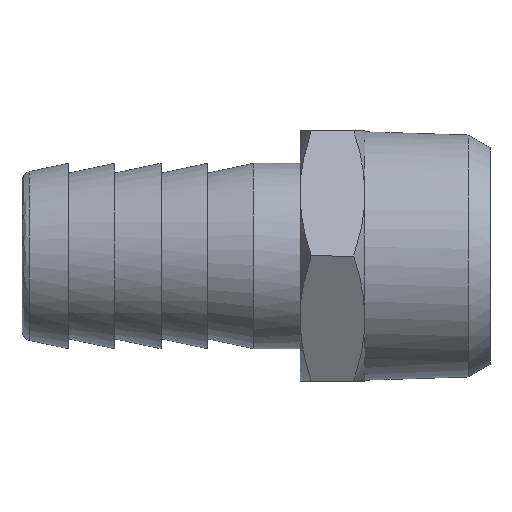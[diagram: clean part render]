
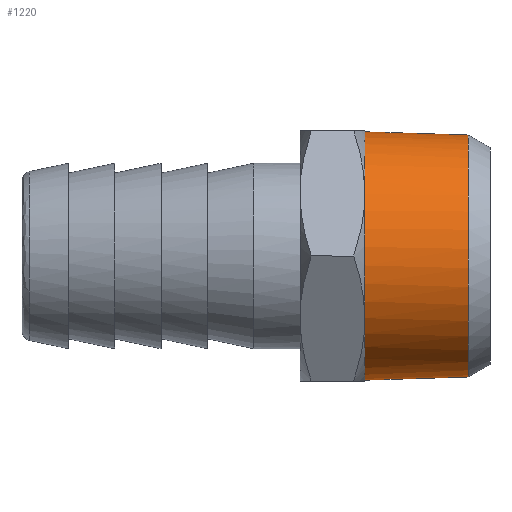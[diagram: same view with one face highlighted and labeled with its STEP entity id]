
A CAD part, left-side view. The second image highlights one B-rep face of the part: STEP entity #1220.
In plain terms, the highlighted free-form (B-spline) face has degree [1, 3] with [2, 4] control points.
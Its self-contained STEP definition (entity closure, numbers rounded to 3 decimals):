
#1 = ORIENTED_EDGE ( 'NONE', *, *, #669, .T. ) ;
#80 = CARTESIAN_POINT ( 'NONE',  ( -26.798, 13.5, 13.399 ) ) ;
#104 = CARTESIAN_POINT ( 'NONE',  ( 0., 2.338, -13.05 ) ) ;
#122 = CARTESIAN_POINT ( 'NONE',  ( 0., 2.338, 13.05 ) ) ;
#158 = CARTESIAN_POINT ( 'NONE',  ( -4.315, 13.5, 12.716 ) ) ;
#178 = CARTESIAN_POINT ( 'NONE',  ( -6.712, 13.5, 11.629 ) ) ;
#187 = CARTESIAN_POINT ( 'NONE',  ( -8.852, 13.5, -10.096 ) ) ;
#195 = CARTESIAN_POINT ( 'NONE',  ( -12.97, 13.5, -3.477 ) ) ;
#256 = B_SPLINE_CURVE_WITH_KNOTS ( 'NONE', 3,
 ( #2259, #2762, #405, #2728, #2270, #1574, #865, #2026, #187, #1598, #2751, #1125, #2982, #895, #195, #642, #2297, #633, #1817, #905, #2542, #2063, #2534, #425, #1810, #1792, #2511, #178, #2501, #158, #2769, #875, #1357, #1107 ),
 .UNSPECIFIED., .F., .F.,
 ( 4, 2, 2, 2, 2, 2, 2, 2, 2, 2, 2, 2, 2, 2, 2, 2, 4 ),
 ( 0., 0.196, 0.393, 0.589, 0.785, 0.982, 1.178, 1.374, 1.571, 1.767, 1.963, 2.16, 2.356, 2.553, 2.749, 2.945, 3.142 ),
 .UNSPECIFIED. ) ;
#405 = CARTESIAN_POINT ( 'NONE',  ( -1.751, 13.5, -13.313 ) ) ;
#425 = CARTESIAN_POINT ( 'NONE',  ( -10.652, 13.5, 8.175 ) ) ;
#446 = CARTESIAN_POINT ( 'NONE',  ( 0., 13.5, 13.399 ) ) ;
#562 = CARTESIAN_POINT ( 'NONE',  ( 0., 13.5, -13.399 ) ) ;
#569 =( BOUNDED_SURFACE ( )  B_SPLINE_SURFACE ( 1, 3, ( 
 ( #2874, #1948, #1961, #577 ),
 ( #562, #1481, #80, #1708 ) ),
 .UNSPECIFIED., .F., .F., .F. ) 
 B_SPLINE_SURFACE_WITH_KNOTS ( ( 2, 2 ),
 ( 4, 4 ),
 ( 0., 1. ),
 ( 0., 1. ),
 .UNSPECIFIED. ) 
 GEOMETRIC_REPRESENTATION_ITEM ( )  RATIONAL_B_SPLINE_SURFACE ( (
 ( 1., 0.333, 0.333, 1.),
 ( 1., 0.333, 0.333, 1.) ) ) 
 REPRESENTATION_ITEM ( '' )  SURFACE ( )  );
#577 = CARTESIAN_POINT ( 'NONE',  ( 0., 2.338, 13.05 ) ) ;
#602 =( BOUNDED_CURVE ( )  B_SPLINE_CURVE ( 3, ( #2984, #2957, #1566, #1337 ),
 .UNSPECIFIED., .F., .F. ) 
 B_SPLINE_CURVE_WITH_KNOTS ( ( 4, 4 ),
 ( -3.142, 0. ),
 .UNSPECIFIED. ) 
 CURVE ( )  GEOMETRIC_REPRESENTATION_ITEM ( )  RATIONAL_B_SPLINE_CURVE ( ( 1., 0.333, 0.333, 1. ) ) 
 REPRESENTATION_ITEM ( '' )  );
#613 = EDGE_CURVE ( 'NONE', #2339, #1060, #256, .T. ) ;
#614 = CARTESIAN_POINT ( 'NONE',  ( 0., 13.5, -13.399 ) ) ;
#633 = CARTESIAN_POINT ( 'NONE',  ( -13.399, 13.5, 0.88 ) ) ;
#642 = CARTESIAN_POINT ( 'NONE',  ( -13.313, 13.5, -1.751 ) ) ;
#669 = EDGE_CURVE ( 'NONE', #2382, #1060, #1642, .T. ) ;
#865 = CARTESIAN_POINT ( 'NONE',  ( -6.712, 13.5, -11.629 ) ) ;
#875 = CARTESIAN_POINT ( 'NONE',  ( -1.751, 13.5, 13.313 ) ) ;
#877 = ORIENTED_EDGE ( 'NONE', *, *, #2795, .T. ) ;
#895 = CARTESIAN_POINT ( 'NONE',  ( -12.716, 13.5, -4.315 ) ) ;
#905 = CARTESIAN_POINT ( 'NONE',  ( -12.97, 13.5, 3.477 ) ) ;
#929 = CARTESIAN_POINT ( 'NONE',  ( 0., 2.338, 13.05 ) ) ;
#1060 = VERTEX_POINT ( 'NONE', #1844 ) ;
#1107 = CARTESIAN_POINT ( 'NONE',  ( 0., 13.5, 13.399 ) ) ;
#1125 = CARTESIAN_POINT ( 'NONE',  ( -11.629, 13.5, -6.712 ) ) ;
#1220 = ADVANCED_FACE ( 'NONE', ( #2967 ), #569, .F. ) ;
#1229 = EDGE_CURVE ( 'NONE', #2339, #1654, #1359, .T. ) ;
#1337 = CARTESIAN_POINT ( 'NONE',  ( 0., 2.338, 13.05 ) ) ;
#1338 = ORIENTED_EDGE ( 'NONE', *, *, #613, .F. ) ;
#1357 = CARTESIAN_POINT ( 'NONE',  ( -0.88, 13.5, 13.399 ) ) ;
#1359 = B_SPLINE_CURVE_WITH_KNOTS ( 'NONE', 1,
 ( #2895, #104 ),
 .UNSPECIFIED., .F., .F.,
 ( 2, 2 ),
 ( -1., 0. ),
 .UNSPECIFIED. ) ;
#1430 = EDGE_LOOP ( 'NONE', ( #877, #1, #1338, #2949 ) ) ;
#1481 = CARTESIAN_POINT ( 'NONE',  ( -26.798, 13.5, -13.399 ) ) ;
#1566 = CARTESIAN_POINT ( 'NONE',  ( -26.1, 2.338, 13.05 ) ) ;
#1574 = CARTESIAN_POINT ( 'NONE',  ( -5.94, 13.5, -12.042 ) ) ;
#1598 = CARTESIAN_POINT ( 'NONE',  ( -10.096, 13.5, -8.852 ) ) ;
#1642 = B_SPLINE_CURVE_WITH_KNOTS ( 'NONE', 1,
 ( #929, #446 ),
 .UNSPECIFIED., .F., .F.,
 ( 2, 2 ),
 ( -1., 0. ),
 .UNSPECIFIED. ) ;
#1654 = VERTEX_POINT ( 'NONE', #2658 ) ;
#1708 = CARTESIAN_POINT ( 'NONE',  ( 0., 13.5, 13.399 ) ) ;
#1792 = CARTESIAN_POINT ( 'NONE',  ( -8.852, 13.5, 10.096 ) ) ;
#1810 = CARTESIAN_POINT ( 'NONE',  ( -10.096, 13.5, 8.852 ) ) ;
#1817 = CARTESIAN_POINT ( 'NONE',  ( -13.313, 13.5, 1.751 ) ) ;
#1844 = CARTESIAN_POINT ( 'NONE',  ( 0., 13.5, 13.399 ) ) ;
#1948 = CARTESIAN_POINT ( 'NONE',  ( -26.1, 2.338, -13.05 ) ) ;
#1961 = CARTESIAN_POINT ( 'NONE',  ( -26.1, 2.338, 13.05 ) ) ;
#2026 = CARTESIAN_POINT ( 'NONE',  ( -8.175, 13.5, -10.652 ) ) ;
#2063 = CARTESIAN_POINT ( 'NONE',  ( -12.042, 13.5, 5.94 ) ) ;
#2259 = CARTESIAN_POINT ( 'NONE',  ( 0., 13.5, -13.399 ) ) ;
#2270 = CARTESIAN_POINT ( 'NONE',  ( -4.315, 13.5, -12.716 ) ) ;
#2297 = CARTESIAN_POINT ( 'NONE',  ( -13.399, 13.5, -0.88 ) ) ;
#2339 = VERTEX_POINT ( 'NONE', #614 ) ;
#2382 = VERTEX_POINT ( 'NONE', #122 ) ;
#2501 = CARTESIAN_POINT ( 'NONE',  ( -5.94, 13.5, 12.042 ) ) ;
#2511 = CARTESIAN_POINT ( 'NONE',  ( -8.175, 13.5, 10.652 ) ) ;
#2534 = CARTESIAN_POINT ( 'NONE',  ( -11.629, 13.5, 6.712 ) ) ;
#2542 = CARTESIAN_POINT ( 'NONE',  ( -12.716, 13.5, 4.315 ) ) ;
#2658 = CARTESIAN_POINT ( 'NONE',  ( 0., 2.338, -13.05 ) ) ;
#2728 = CARTESIAN_POINT ( 'NONE',  ( -3.477, 13.5, -12.97 ) ) ;
#2751 = CARTESIAN_POINT ( 'NONE',  ( -10.652, 13.5, -8.175 ) ) ;
#2762 = CARTESIAN_POINT ( 'NONE',  ( -0.88, 13.5, -13.399 ) ) ;
#2769 = CARTESIAN_POINT ( 'NONE',  ( -3.477, 13.5, 12.97 ) ) ;
#2795 = EDGE_CURVE ( 'NONE', #1654, #2382, #602, .T. ) ;
#2874 = CARTESIAN_POINT ( 'NONE',  ( 0., 2.338, -13.05 ) ) ;
#2895 = CARTESIAN_POINT ( 'NONE',  ( 0., 13.5, -13.399 ) ) ;
#2949 = ORIENTED_EDGE ( 'NONE', *, *, #1229, .T. ) ;
#2957 = CARTESIAN_POINT ( 'NONE',  ( -26.1, 2.338, -13.05 ) ) ;
#2967 = FACE_OUTER_BOUND ( 'NONE', #1430, .T. ) ;
#2982 = CARTESIAN_POINT ( 'NONE',  ( -12.042, 13.5, -5.94 ) ) ;
#2984 = CARTESIAN_POINT ( 'NONE',  ( 0., 2.338, -13.05 ) ) ;
